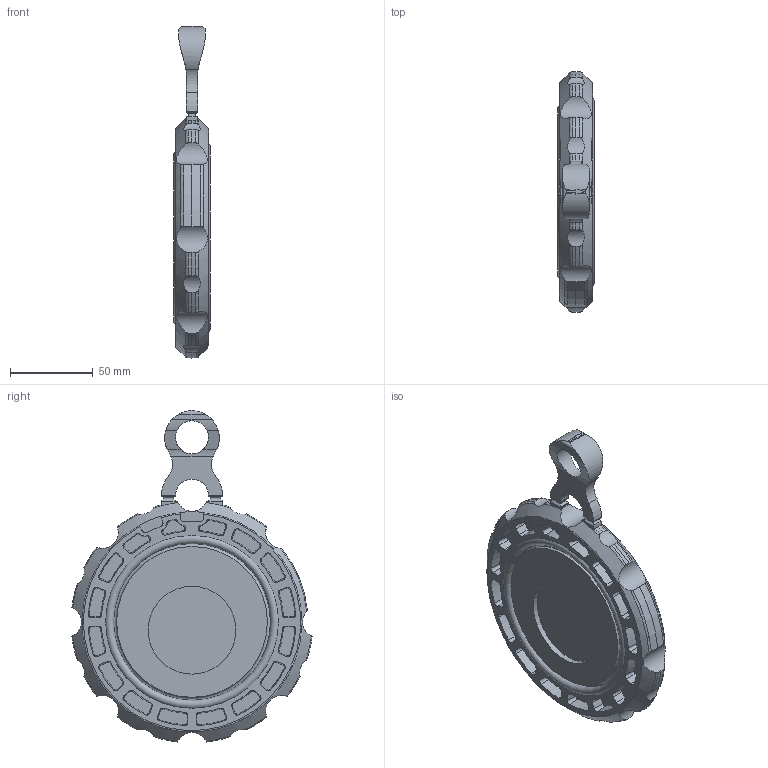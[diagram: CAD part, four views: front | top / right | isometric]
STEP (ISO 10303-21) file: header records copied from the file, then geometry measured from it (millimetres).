
FILE_DESCRIPTION((''),'2;1');
FILE_NAME('PV30091F080.stp','2022-02-18T11:09:19',('RL'),(''),'Autodesk Inventor 2012','Autodesk Inventor 2012','');
FILE_SCHEMA(('AUTOMOTIVE_DESIGN { 1 0 10303 214 1 1 1 1 }'));
Length unit declared in the file: millimetre
Products named in the file (1): PV30091F080
Bounding box: 22.06 x 144.95 x 200.38 mm (x, y, z)
Volume: 253994.3 mm3; surface area: 66077.3 mm2
Topology: 1 solids, 1 shells, 518 faces, 1528 edges, 1028 vertices
Faces by surface type: plane 191, cone 148, cylinder 122, torus 57
Full cylindrical faces by diameter (mm): 0.98 x2, 1 x3, 8 x2, 9 x2, 20 x1, 53 x1, 91 x1, 100.5 x1, 101 x1, 110.5 x1
Entity records: 19533 total; most frequent: CARTESIAN_POINT 5326, ORIENTED_EDGE 2982, DIRECTION 2795, EDGE_CURVE 1491, AXIS2_PLACEMENT_3D 1099, VERTEX_POINT 1018, VECTOR 597, LINE 597
